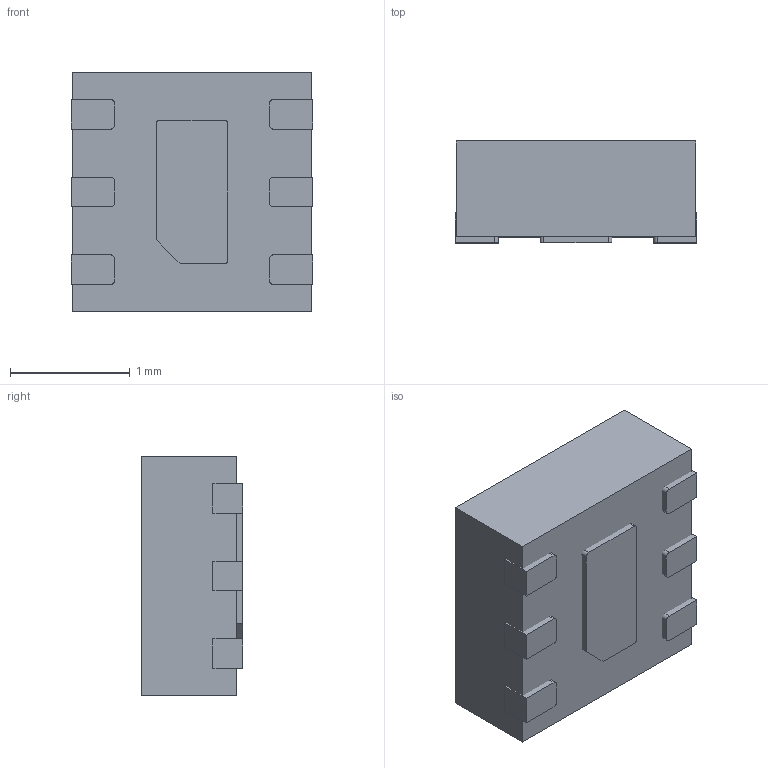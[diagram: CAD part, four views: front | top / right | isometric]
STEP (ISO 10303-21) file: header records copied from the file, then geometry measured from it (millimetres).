
FILE_DESCRIPTION (( 'STEP AP214' ), '1' );
FILE_NAME ('E241E0F5-5386-4270-94A2-6BA4FA77853B.STEP', '2024-06-21T07:34:52', ( '' ), ( '' ), 'SwSTEP 2.0', 'SolidWorks 2022', '' );
FILE_SCHEMA (( 'AUTOMOTIVE_DESIGN' ));
Length unit declared in the file: millimetre
Products named in the file (1): E241E0F5-5386-4270-94A2-6BA4FA77853B
Bounding box: 2.02 x 0.85 x 2 mm (x, y, z)
Volume: 3.5 mm3; surface area: 19.5 mm2
Topology: 8 solids, 8 shells, 67 faces, 150 edges, 100 vertices
Faces by surface type: plane 50, cylinder 17
Entity records: 1966 total; most frequent: DIRECTION 320, CARTESIAN_POINT 318, ORIENTED_EDGE 300, EDGE_CURVE 150, LINE 116, VECTOR 116, AXIS2_PLACEMENT_3D 102, VERTEX_POINT 100
